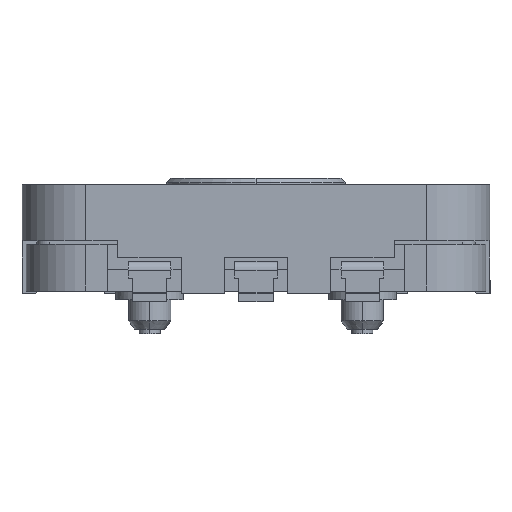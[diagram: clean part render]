
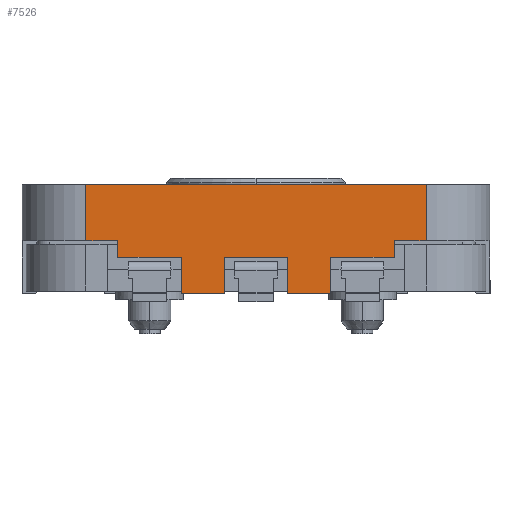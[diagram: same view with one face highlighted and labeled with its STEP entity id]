
A CAD part, front view. The second image highlights one B-rep face of the part: STEP entity #7526.
In plain terms, the highlighted planar face has unit normal (0, -1, 0).
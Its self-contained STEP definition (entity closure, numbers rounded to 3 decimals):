
#23 = ORIENTED_EDGE ( 'NONE', *, *, #11563, .F. ) ;
#98 = CARTESIAN_POINT ( 'NONE',  ( 4., -6.5, -1.7 ) ) ;
#157 = CARTESIAN_POINT ( 'NONE',  ( -4., -6.5, -1.32 ) ) ;
#177 = LINE ( 'NONE', #9326, #8781 ) ;
#542 = ORIENTED_EDGE ( 'NONE', *, *, #5049, .F. ) ;
#672 = DIRECTION ( 'NONE',  ( -1., 0., 0. ) ) ;
#754 = FACE_OUTER_BOUND ( 'NONE', #6462, .T. ) ;
#782 = ORIENTED_EDGE ( 'NONE', *, *, #15682, .F. ) ;
#866 = VERTEX_POINT ( 'NONE', #10440 ) ;
#1062 = CARTESIAN_POINT ( 'NONE',  ( -0.75, -6.5, -1.7 ) ) ;
#1347 = ORIENTED_EDGE ( 'NONE', *, *, #5039, .F. ) ;
#1362 = LINE ( 'NONE', #10337, #9956 ) ;
#1496 = DIRECTION ( 'NONE',  ( 0., 0., -1. ) ) ;
#1556 = ORIENTED_EDGE ( 'NONE', *, *, #13743, .F. ) ;
#1557 = CARTESIAN_POINT ( 'NONE',  ( 0.75, -6.5, -1.7 ) ) ;
#1587 = VERTEX_POINT ( 'NONE', #1062 ) ;
#1825 = EDGE_CURVE ( 'NONE', #18970, #9893, #10514, .T. ) ;
#1861 = PLANE ( 'NONE',  #2656 ) ;
#2656 = AXIS2_PLACEMENT_3D ( 'NONE', #13142, #12986, #12853 ) ;
#2777 = VECTOR ( 'NONE', #15302, 1000. ) ;
#3131 = EDGE_CURVE ( 'NONE', #20517, #1587, #9382, .T. ) ;
#3258 = CARTESIAN_POINT ( 'NONE',  ( -3.25, -6.5, -1.32 ) ) ;
#3601 = CARTESIAN_POINT ( 'NONE',  ( -3.25, -6.5, -2. ) ) ;
#3842 = CARTESIAN_POINT ( 'NONE',  ( 1.75, -6.5, -2. ) ) ;
#3861 = DIRECTION ( 'NONE',  ( 0., 0., -1. ) ) ;
#3947 = CARTESIAN_POINT ( 'NONE',  ( 0., -6.5, 0. ) ) ;
#3972 = VECTOR ( 'NONE', #4252, 1000. ) ;
#4065 = CARTESIAN_POINT ( 'NONE',  ( 4., -6.5, -2.55 ) ) ;
#4120 = VECTOR ( 'NONE', #1496, 1000. ) ;
#4252 = DIRECTION ( 'NONE',  ( -1., 0., 0. ) ) ;
#4290 = LINE ( 'NONE', #6464, #12854 ) ;
#4306 = VERTEX_POINT ( 'NONE', #9090 ) ;
#4414 = ORIENTED_EDGE ( 'NONE', *, *, #1825, .F. ) ;
#4699 = CARTESIAN_POINT ( 'NONE',  ( -1.75, -6.5, -2.55 ) ) ;
#5039 = EDGE_CURVE ( 'NONE', #19246, #18883, #14752, .T. ) ;
#5044 = VECTOR ( 'NONE', #12829, 1000. ) ;
#5049 = EDGE_CURVE ( 'NONE', #19995, #16659, #16316, .T. ) ;
#5353 = CARTESIAN_POINT ( 'NONE',  ( 1.75, -6.5, -2.55 ) ) ;
#5364 = VECTOR ( 'NONE', #6814, 1000. ) ;
#5591 = DIRECTION ( 'NONE',  ( 0., 0., 1. ) ) ;
#6462 = EDGE_LOOP ( 'NONE', ( #1347, #12816, #782, #6949, #17761, #542, #19127, #1556, #13608, #14458, #9945, #16694, #15915, #7174, #4414, #23 ) ) ;
#6464 = CARTESIAN_POINT ( 'NONE',  ( 0.75, -6.5, -2. ) ) ;
#6477 = EDGE_CURVE ( 'NONE', #16659, #866, #11717, .T. ) ;
#6814 = DIRECTION ( 'NONE',  ( 0., 0., 1. ) ) ;
#6949 = ORIENTED_EDGE ( 'NONE', *, *, #16024, .F. ) ;
#7174 = ORIENTED_EDGE ( 'NONE', *, *, #15450, .F. ) ;
#7253 = EDGE_CURVE ( 'NONE', #4306, #20517, #4290, .T. ) ;
#7366 = CARTESIAN_POINT ( 'NONE',  ( -4., -6.5, -1.32 ) ) ;
#7388 = VECTOR ( 'NONE', #5591, 1000. ) ;
#7526 = ADVANCED_FACE ( 'NONE', ( #754 ), #1861, .F. ) ;
#7708 = EDGE_CURVE ( 'NONE', #20496, #11716, #20331, .T. ) ;
#7881 = LINE ( 'NONE', #3947, #20197 ) ;
#8021 = CARTESIAN_POINT ( 'NONE',  ( -3.25, -6.5, -1.7 ) ) ;
#8250 = LINE ( 'NONE', #13912, #3972 ) ;
#8288 = CARTESIAN_POINT ( 'NONE',  ( 4., -6.5, -1.7 ) ) ;
#8404 = LINE ( 'NONE', #11102, #4120 ) ;
#8417 = CARTESIAN_POINT ( 'NONE',  ( -0.75, -6.5, -2.55 ) ) ;
#8781 = VECTOR ( 'NONE', #18916, 1000. ) ;
#9090 = CARTESIAN_POINT ( 'NONE',  ( 0.75, -6.5, -2.55 ) ) ;
#9326 = CARTESIAN_POINT ( 'NONE',  ( 4., -6.5, -1.7 ) ) ;
#9382 = LINE ( 'NONE', #8288, #20436 ) ;
#9893 = VERTEX_POINT ( 'NONE', #5353 ) ;
#9945 = ORIENTED_EDGE ( 'NONE', *, *, #10891, .F. ) ;
#9956 = VECTOR ( 'NONE', #672, 1000. ) ;
#10010 = CARTESIAN_POINT ( 'NONE',  ( -4., -6.5, -2. ) ) ;
#10173 = CARTESIAN_POINT ( 'NONE',  ( -1.75, -6.5, -1.7 ) ) ;
#10337 = CARTESIAN_POINT ( 'NONE',  ( 4., -6.5, -2.55 ) ) ;
#10440 = CARTESIAN_POINT ( 'NONE',  ( -4., -6.5, 0. ) ) ;
#10514 = LINE ( 'NONE', #3842, #11832 ) ;
#10856 = DIRECTION ( 'NONE',  ( -1., 0., 0. ) ) ;
#10891 = EDGE_CURVE ( 'NONE', #1587, #18435, #15916, .T. ) ;
#11102 = CARTESIAN_POINT ( 'NONE',  ( 4., -6.5, -2. ) ) ;
#11113 = DIRECTION ( 'NONE',  ( -1., 0., 0. ) ) ;
#11121 = DIRECTION ( 'NONE',  ( 0., 0., -1. ) ) ;
#11563 = EDGE_CURVE ( 'NONE', #18883, #18970, #17425, .T. ) ;
#11688 = VECTOR ( 'NONE', #16920, 1000. ) ;
#11716 = VERTEX_POINT ( 'NONE', #10173 ) ;
#11717 = LINE ( 'NONE', #10010, #7388 ) ;
#11832 = VECTOR ( 'NONE', #3861, 1000. ) ;
#12680 = VERTEX_POINT ( 'NONE', #16223 ) ;
#12816 = ORIENTED_EDGE ( 'NONE', *, *, #20307, .F. ) ;
#12829 = DIRECTION ( 'NONE',  ( -1., 0., 0. ) ) ;
#12853 = DIRECTION ( 'NONE',  ( -1., 0., 0. ) ) ;
#12854 = VECTOR ( 'NONE', #16313, 1000. ) ;
#12986 = DIRECTION ( 'NONE',  ( 0., 1., 0. ) ) ;
#13120 = EDGE_CURVE ( 'NONE', #18435, #20496, #15114, .T. ) ;
#13142 = CARTESIAN_POINT ( 'NONE',  ( 4., -6.5, -2. ) ) ;
#13210 = CARTESIAN_POINT ( 'NONE',  ( -0.75, -6.5, -2. ) ) ;
#13371 = CARTESIAN_POINT ( 'NONE',  ( -1.75, -6.5, -2. ) ) ;
#13608 = ORIENTED_EDGE ( 'NONE', *, *, #7708, .F. ) ;
#13743 = EDGE_CURVE ( 'NONE', #11716, #15218, #177, .T. ) ;
#13859 = DIRECTION ( 'NONE',  ( 0., 0., 1. ) ) ;
#13912 = CARTESIAN_POINT ( 'NONE',  ( 4., -6.5, -1.32 ) ) ;
#14350 = CARTESIAN_POINT ( 'NONE',  ( 3.25, -6.5, -1.7 ) ) ;
#14458 = ORIENTED_EDGE ( 'NONE', *, *, #13120, .F. ) ;
#14752 = LINE ( 'NONE', #18388, #16081 ) ;
#15069 = VECTOR ( 'NONE', #13859, 1000. ) ;
#15114 = LINE ( 'NONE', #4065, #2777 ) ;
#15192 = DIRECTION ( 'NONE',  ( 1., 0., 0. ) ) ;
#15218 = VERTEX_POINT ( 'NONE', #8021 ) ;
#15302 = DIRECTION ( 'NONE',  ( -1., 0., 0. ) ) ;
#15450 = EDGE_CURVE ( 'NONE', #9893, #4306, #1362, .T. ) ;
#15682 = EDGE_CURVE ( 'NONE', #12680, #18127, #8404, .T. ) ;
#15870 = EDGE_CURVE ( 'NONE', #15218, #19995, #18245, .T. ) ;
#15915 = ORIENTED_EDGE ( 'NONE', *, *, #7253, .F. ) ;
#15916 = LINE ( 'NONE', #13210, #11688 ) ;
#16024 = EDGE_CURVE ( 'NONE', #866, #12680, #7881, .T. ) ;
#16081 = VECTOR ( 'NONE', #11121, 1000. ) ;
#16223 = CARTESIAN_POINT ( 'NONE',  ( 4., -6.5, 0. ) ) ;
#16313 = DIRECTION ( 'NONE',  ( 0., 0., 1. ) ) ;
#16316 = LINE ( 'NONE', #157, #16550 ) ;
#16550 = VECTOR ( 'NONE', #10856, 1000. ) ;
#16659 = VERTEX_POINT ( 'NONE', #7366 ) ;
#16694 = ORIENTED_EDGE ( 'NONE', *, *, #3131, .F. ) ;
#16920 = DIRECTION ( 'NONE',  ( 0., 0., -1. ) ) ;
#17049 = CARTESIAN_POINT ( 'NONE',  ( 3.25, -6.5, -1.32 ) ) ;
#17425 = LINE ( 'NONE', #98, #5044 ) ;
#17761 = ORIENTED_EDGE ( 'NONE', *, *, #6477, .F. ) ;
#18127 = VERTEX_POINT ( 'NONE', #18807 ) ;
#18245 = LINE ( 'NONE', #3601, #5364 ) ;
#18388 = CARTESIAN_POINT ( 'NONE',  ( 3.25, -6.5, -2. ) ) ;
#18435 = VERTEX_POINT ( 'NONE', #8417 ) ;
#18807 = CARTESIAN_POINT ( 'NONE',  ( 4., -6.5, -1.32 ) ) ;
#18883 = VERTEX_POINT ( 'NONE', #14350 ) ;
#18916 = DIRECTION ( 'NONE',  ( -1., 0., 0. ) ) ;
#18970 = VERTEX_POINT ( 'NONE', #19318 ) ;
#19127 = ORIENTED_EDGE ( 'NONE', *, *, #15870, .F. ) ;
#19246 = VERTEX_POINT ( 'NONE', #17049 ) ;
#19318 = CARTESIAN_POINT ( 'NONE',  ( 1.75, -6.5, -1.7 ) ) ;
#19995 = VERTEX_POINT ( 'NONE', #3258 ) ;
#20197 = VECTOR ( 'NONE', #15192, 1000. ) ;
#20307 = EDGE_CURVE ( 'NONE', #18127, #19246, #8250, .T. ) ;
#20331 = LINE ( 'NONE', #13371, #15069 ) ;
#20436 = VECTOR ( 'NONE', #11113, 1000. ) ;
#20496 = VERTEX_POINT ( 'NONE', #4699 ) ;
#20517 = VERTEX_POINT ( 'NONE', #1557 ) ;
